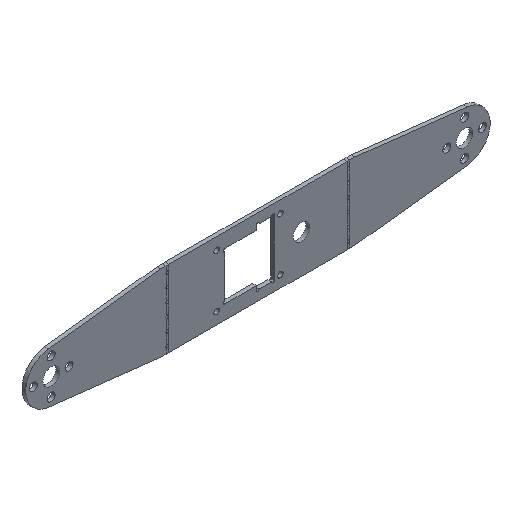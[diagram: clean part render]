
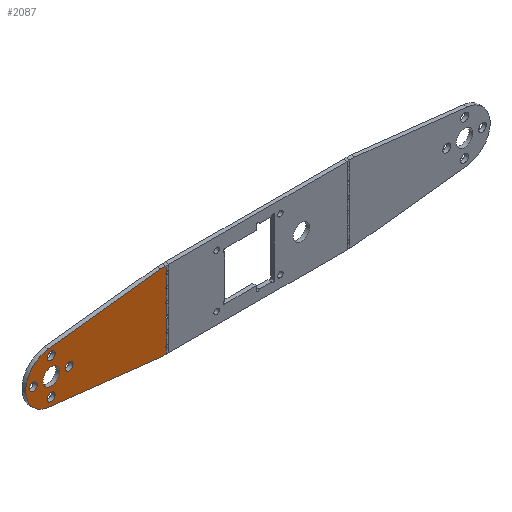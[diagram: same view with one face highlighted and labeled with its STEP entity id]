
A CAD part, isometric view. The second image highlights one B-rep face of the part: STEP entity #2087.
In plain terms, the highlighted planar face has unit normal (0, -1, 0).
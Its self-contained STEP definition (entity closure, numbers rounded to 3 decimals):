
#32=FACE_BOUND('',#288,.T.);
#33=FACE_BOUND('',#289,.T.);
#34=FACE_BOUND('',#290,.T.);
#35=FACE_BOUND('',#291,.T.);
#36=FACE_BOUND('',#292,.T.);
#88=PLANE('',#2367);
#179=FACE_OUTER_BOUND('',#287,.T.);
#287=EDGE_LOOP('',(#1847,#1848,#1849,#1850,#1851,#1852,#1853,#1854,#1855,
#1856,#1857,#1858,#1859,#1860,#1861,#1862,#1863,#1864));
#288=EDGE_LOOP('',(#1865));
#289=EDGE_LOOP('',(#1866));
#290=EDGE_LOOP('',(#1867));
#291=EDGE_LOOP('',(#1868));
#292=EDGE_LOOP('',(#1869));
#400=LINE('',#3481,#557);
#402=LINE('',#3486,#559);
#403=LINE('',#3488,#560);
#404=LINE('',#3490,#561);
#405=LINE('',#3492,#562);
#412=LINE('',#3521,#569);
#452=LINE('',#3637,#609);
#456=LINE('',#3646,#613);
#457=LINE('',#3648,#614);
#459=LINE('',#3651,#616);
#460=LINE('',#3652,#617);
#557=VECTOR('',#2803,10.);
#559=VECTOR('',#2809,10.);
#560=VECTOR('',#2812,10.);
#561=VECTOR('',#2815,10.);
#562=VECTOR('',#2818,10.);
#569=VECTOR('',#2853,10.);
#609=VECTOR('',#2995,10.);
#613=VECTOR('',#3005,10.);
#614=VECTOR('',#3008,10.);
#616=VECTOR('',#3012,10.);
#617=VECTOR('',#3013,10.);
#648=CIRCLE('',#2144,0.55);
#668=CIRCLE('',#2166,0.55);
#688=CIRCLE('',#2188,0.55);
#708=CIRCLE('',#2210,0.55);
#728=CIRCLE('',#2232,0.55);
#777=CIRCLE('',#2307,0.55);
#779=CIRCLE('',#2314,3.25);
#782=CIRCLE('',#2319,1.55);
#785=CIRCLE('',#2324,1.55);
#788=CIRCLE('',#2329,1.55);
#791=CIRCLE('',#2334,1.55);
#796=CIRCLE('',#2364,10.);
#814=VERTEX_POINT('',#3093);
#815=VERTEX_POINT('',#3095);
#834=VERTEX_POINT('',#3137);
#835=VERTEX_POINT('',#3139);
#854=VERTEX_POINT('',#3181);
#855=VERTEX_POINT('',#3183);
#874=VERTEX_POINT('',#3225);
#875=VERTEX_POINT('',#3227);
#894=VERTEX_POINT('',#3269);
#895=VERTEX_POINT('',#3271);
#970=VERTEX_POINT('',#3480);
#971=VERTEX_POINT('',#3484);
#976=VERTEX_POINT('',#3508);
#979=VERTEX_POINT('',#3520);
#980=VERTEX_POINT('',#3525);
#983=VERTEX_POINT('',#3535);
#986=VERTEX_POINT('',#3545);
#989=VERTEX_POINT('',#3555);
#992=VERTEX_POINT('',#3565);
#1003=VERTEX_POINT('',#3634);
#1004=VERTEX_POINT('',#3636);
#1005=VERTEX_POINT('',#3640);
#1006=VERTEX_POINT('',#3644);
#1026=EDGE_CURVE('',#815,#814,#648,.T.);
#1048=EDGE_CURVE('',#835,#834,#668,.T.);
#1070=EDGE_CURVE('',#855,#854,#688,.T.);
#1092=EDGE_CURVE('',#875,#874,#708,.T.);
#1114=EDGE_CURVE('',#895,#894,#728,.T.);
#1228=EDGE_CURVE('',#970,#875,#400,.T.);
#1231=EDGE_CURVE('',#894,#971,#402,.T.);
#1232=EDGE_CURVE('',#874,#855,#403,.T.);
#1233=EDGE_CURVE('',#854,#835,#404,.T.);
#1234=EDGE_CURVE('',#834,#815,#405,.T.);
#1244=EDGE_CURVE('',#976,#970,#777,.T.);
#1250=EDGE_CURVE('',#979,#976,#412,.T.);
#1253=EDGE_CURVE('',#980,#980,#779,.T.);
#1258=EDGE_CURVE('',#983,#983,#782,.T.);
#1263=EDGE_CURVE('',#986,#986,#785,.T.);
#1268=EDGE_CURVE('',#989,#989,#788,.T.);
#1273=EDGE_CURVE('',#992,#992,#791,.T.);
#1307=EDGE_CURVE('',#1004,#1003,#452,.T.);
#1310=EDGE_CURVE('',#1003,#1005,#796,.T.);
#1312=EDGE_CURVE('',#1005,#1006,#456,.T.);
#1313=EDGE_CURVE('',#1004,#971,#457,.T.);
#1315=EDGE_CURVE('',#814,#895,#459,.T.);
#1316=EDGE_CURVE('',#979,#1006,#460,.T.);
#1847=ORIENTED_EDGE('',*,*,#1026,.T.);
#1848=ORIENTED_EDGE('',*,*,#1315,.T.);
#1849=ORIENTED_EDGE('',*,*,#1114,.T.);
#1850=ORIENTED_EDGE('',*,*,#1231,.T.);
#1851=ORIENTED_EDGE('',*,*,#1313,.F.);
#1852=ORIENTED_EDGE('',*,*,#1307,.T.);
#1853=ORIENTED_EDGE('',*,*,#1310,.T.);
#1854=ORIENTED_EDGE('',*,*,#1312,.T.);
#1855=ORIENTED_EDGE('',*,*,#1316,.F.);
#1856=ORIENTED_EDGE('',*,*,#1250,.T.);
#1857=ORIENTED_EDGE('',*,*,#1244,.T.);
#1858=ORIENTED_EDGE('',*,*,#1228,.T.);
#1859=ORIENTED_EDGE('',*,*,#1092,.T.);
#1860=ORIENTED_EDGE('',*,*,#1232,.T.);
#1861=ORIENTED_EDGE('',*,*,#1070,.T.);
#1862=ORIENTED_EDGE('',*,*,#1233,.T.);
#1863=ORIENTED_EDGE('',*,*,#1048,.T.);
#1864=ORIENTED_EDGE('',*,*,#1234,.T.);
#1865=ORIENTED_EDGE('',*,*,#1253,.T.);
#1866=ORIENTED_EDGE('',*,*,#1258,.T.);
#1867=ORIENTED_EDGE('',*,*,#1263,.T.);
#1868=ORIENTED_EDGE('',*,*,#1268,.T.);
#1869=ORIENTED_EDGE('',*,*,#1273,.T.);
#2087=ADVANCED_FACE('',(#179,#32,#33,#34,#35,#36),#88,.F.);
#2144=AXIS2_PLACEMENT_3D('',#3096,#2424,#2425);
#2166=AXIS2_PLACEMENT_3D('',#3140,#2470,#2471);
#2188=AXIS2_PLACEMENT_3D('',#3184,#2516,#2517);
#2210=AXIS2_PLACEMENT_3D('',#3228,#2562,#2563);
#2232=AXIS2_PLACEMENT_3D('',#3272,#2608,#2609);
#2307=AXIS2_PLACEMENT_3D('',#3509,#2839,#2840);
#2314=AXIS2_PLACEMENT_3D('',#3527,#2860,#2861);
#2319=AXIS2_PLACEMENT_3D('',#3537,#2872,#2873);
#2324=AXIS2_PLACEMENT_3D('',#3547,#2884,#2885);
#2329=AXIS2_PLACEMENT_3D('',#3557,#2896,#2897);
#2334=AXIS2_PLACEMENT_3D('',#3567,#2908,#2909);
#2364=AXIS2_PLACEMENT_3D('',#3642,#3000,#3001);
#2367=AXIS2_PLACEMENT_3D('',#3650,#3010,#3011);
#2424=DIRECTION('center_axis',(0.,1.,0.));
#2425=DIRECTION('ref_axis',(-1.,0.,0.));
#2470=DIRECTION('center_axis',(0.,1.,0.));
#2471=DIRECTION('ref_axis',(-1.,0.,0.));
#2516=DIRECTION('center_axis',(0.,1.,0.));
#2517=DIRECTION('ref_axis',(-1.,0.,0.));
#2562=DIRECTION('center_axis',(0.,1.,0.));
#2563=DIRECTION('ref_axis',(-1.,0.,0.));
#2608=DIRECTION('center_axis',(0.,1.,0.));
#2609=DIRECTION('ref_axis',(-1.,0.,0.));
#2803=DIRECTION('',(0.,0.,1.));
#2809=DIRECTION('',(0.,0.,1.));
#2812=DIRECTION('',(0.,0.,1.));
#2815=DIRECTION('',(0.,0.,1.));
#2818=DIRECTION('',(0.,0.,1.));
#2839=DIRECTION('center_axis',(0.,1.,0.));
#2840=DIRECTION('ref_axis',(-1.,0.,0.));
#2853=DIRECTION('',(0.,0.,1.));
#2860=DIRECTION('center_axis',(0.,1.,0.));
#2861=DIRECTION('ref_axis',(0.,0.,-1.));
#2872=DIRECTION('center_axis',(0.,1.,0.));
#2873=DIRECTION('ref_axis',(0.,0.,
-1.));
#2884=DIRECTION('center_axis',(0.,1.,0.));
#2885=DIRECTION('ref_axis',(0.,0.,
-1.));
#2896=DIRECTION('center_axis',(0.,1.,0.));
#2897=DIRECTION('ref_axis',(0.,0.,
-1.));
#2908=DIRECTION('center_axis',(0.,1.,0.));
#2909=DIRECTION('ref_axis',(0.,0.,
-1.));
#2995=DIRECTION('',(-0.993,0.,-0.114));
#3000=DIRECTION('center_axis',(0.,-1.,0.));
#3001=DIRECTION('ref_axis',(0.114,0.,0.993));
#3005=DIRECTION('',(0.993,0.,-0.114));
#3008=DIRECTION('',(1.,0.,0.));
#3010=DIRECTION('center_axis',(0.,1.,0.));
#3011=DIRECTION('ref_axis',(0.,0.,1.));
#3012=DIRECTION('',(0.,0.,1.));
#3013=DIRECTION('',(-1.,0.,0.));
#3093=CARTESIAN_POINT('',(-36.037,0.,7.682));
#3095=CARTESIAN_POINT('',(-36.037,0.,7.318));
#3096=CARTESIAN_POINT('Origin',(-35.518,0.,7.5));
#3137=CARTESIAN_POINT('',(-36.037,0.,2.682));
#3139=CARTESIAN_POINT('',(-36.037,0.,2.318));
#3140=CARTESIAN_POINT('Origin',(-35.518,0.,2.5));
#3181=CARTESIAN_POINT('',(-36.037,0.,-2.318));
#3183=CARTESIAN_POINT('',(-36.037,0.,-2.682));
#3184=CARTESIAN_POINT('Origin',(-35.518,0.,-2.5));
#3225=CARTESIAN_POINT('',(-36.037,0.,-7.318));
#3227=CARTESIAN_POINT('',(-36.037,0.,-7.682));
#3228=CARTESIAN_POINT('Origin',(-35.518,0.,-7.5));
#3269=CARTESIAN_POINT('',(-36.037,0.,12.682));
#3271=CARTESIAN_POINT('',(-36.037,0.,12.318));
#3272=CARTESIAN_POINT('Origin',(-35.518,0.,12.5));
#3480=CARTESIAN_POINT('',(-36.037,0.,-12.318));
#3481=CARTESIAN_POINT('',(-36.037,0.,0.));
#3484=CARTESIAN_POINT('',(-36.037,0.,15.));
#3486=CARTESIAN_POINT('',(-36.037,0.,0.));
#3488=CARTESIAN_POINT('',(-36.037,0.,0.));
#3490=CARTESIAN_POINT('',(-36.037,0.,0.));
#3492=CARTESIAN_POINT('',(-36.037,0.,0.));
#3508=CARTESIAN_POINT('',(-36.037,0.,-12.682));
#3509=CARTESIAN_POINT('Origin',(-35.518,0.,-12.5));
#3520=CARTESIAN_POINT('',(-36.037,0.,-15.));
#3521=CARTESIAN_POINT('',(-36.037,0.,0.));
#3525=CARTESIAN_POINT('',(-81.036,0.,3.25));
#3527=CARTESIAN_POINT('Origin',(-81.036,0.,
0.));
#3535=CARTESIAN_POINT('',(-74.036,0.,1.55));
#3537=CARTESIAN_POINT('Origin',(-74.036,0.,
0.));
#3545=CARTESIAN_POINT('',(-88.036,0.,1.55));
#3547=CARTESIAN_POINT('Origin',(-88.036,0.,
0.));
#3555=CARTESIAN_POINT('',(-81.036,0.,8.55));
#3557=CARTESIAN_POINT('Origin',(-81.036,0.,
7.));
#3565=CARTESIAN_POINT('',(-81.036,0.,-5.45));
#3567=CARTESIAN_POINT('Origin',(-81.036,0.,
-7.));
#3634=CARTESIAN_POINT('',(-82.176,0.,9.935));
#3636=CARTESIAN_POINT('',(-38.037,0.,15.));
#3637=CARTESIAN_POINT('',(-73.284,0.,10.955));
#3640=CARTESIAN_POINT('',(-82.176,0.,-9.935));
#3642=CARTESIAN_POINT('Origin',(-81.036,0.,
0.));
#3644=CARTESIAN_POINT('',(-38.037,0.,-15.));
#3646=CARTESIAN_POINT('',(-51.215,0.,-13.488));
#3648=CARTESIAN_POINT('',(-34.999,0.,15.));
#3650=CARTESIAN_POINT('Origin',(0.,0.,0.));
#3651=CARTESIAN_POINT('',(-36.037,0.,0.));
#3652=CARTESIAN_POINT('',(-36.037,0.,-15.));
